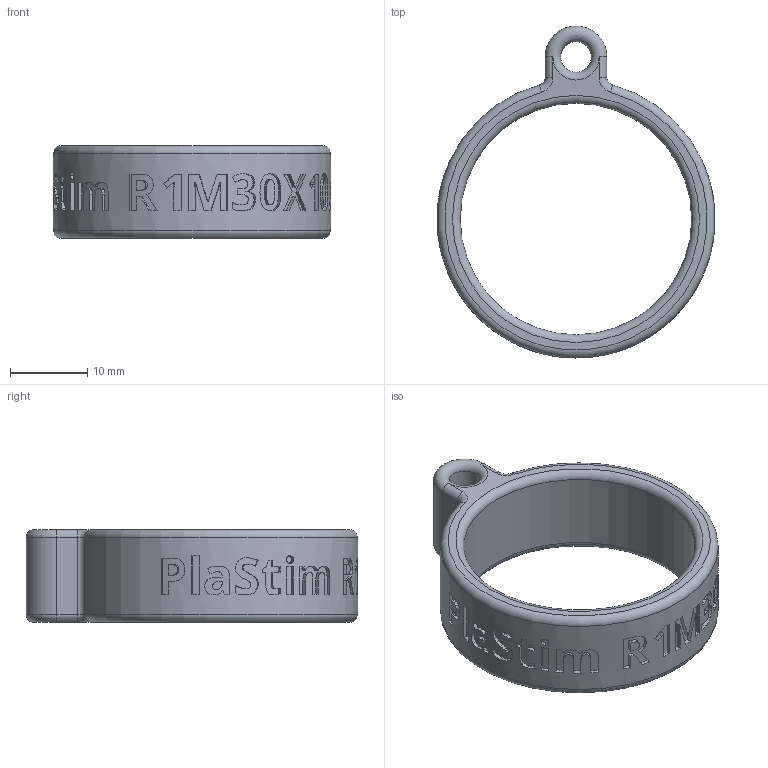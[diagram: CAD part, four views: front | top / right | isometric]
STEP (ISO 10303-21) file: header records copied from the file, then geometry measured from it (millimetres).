
FILE_DESCRIPTION(/* description */ ('STEP AP242 Edition 2','CAx-IF Rec.Pracs.---Representation and Presentation of Product Manufacturing Information (PMI)---4.0---2014-10-13','CAx-IF Rec.Pracs.---3D Tessellated Geometry---0.4---2014-09-14','2;1','CAx-IF Rec.Pracs.---User Defined Attributes---1.5---2016-08-15'),/* implementation_level */ '2;1');
FILE_NAME(/* name */ '69334615b8de9d18cca7f06e',/* time_stamp */ '2025-12-05T20:52:37Z',/* author */ (''),/* organization */ (''),/* preprocessor_version */ 'ST-DEVELOPER v20',/* originating_system */ 'ONSHAPE BY PTC INC, 1.207',/* authorisation */ ' ');
FILE_SCHEMA (('AP242_MANAGED_MODEL_BASED_3D_ENGINEERING_MIM_LF { 1 0 10303 442 3 1 4 }'));
Length unit declared in the file: metre
Products named in the file (2): Conductor; Insulator
Bounding box: 36 x 43 x 12 mm (x, y, z)
Volume: 4017 mm3; surface area: 6732.1 mm2
Topology: 2 solids, 2 shells, 368 faces, 997 edges, 660 vertices
Faces by surface type: bspline 169, plane 126, cylinder 63, torus 10
Full cylindrical faces by diameter (mm): 4 x1, 30 x1
Entity records: 12699 total; most frequent: CARTESIAN_POINT 4444, ORIENTED_EDGE 1982, DIRECTION 1211, EDGE_CURVE 991, VERTEX_POINT 660, EDGE_LOOP 411, FACE_BOUND 411, LINE 409
